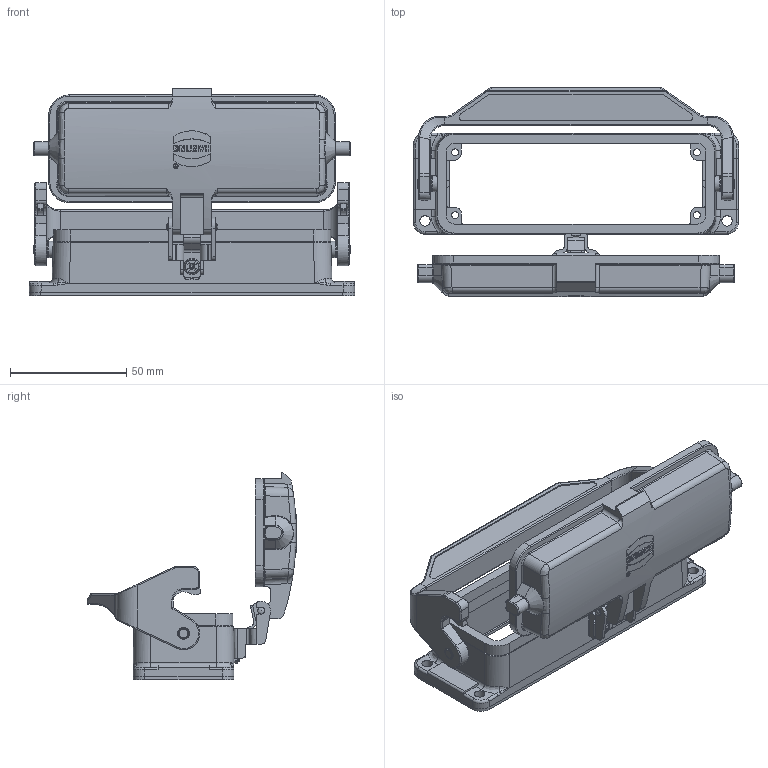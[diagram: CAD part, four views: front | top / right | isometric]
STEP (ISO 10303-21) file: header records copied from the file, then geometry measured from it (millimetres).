
FILE_DESCRIPTION(/* description */ (''),/* implementation_level */ '2;1');
FILE_NAME(/* name */ '100095048ugm000_d.stp',/* time_stamp */ '2017-11-03T16:27:13+01:00',/* author */ (''),/* organization */ (''),/* preprocessor_version */ 'ST-DEVELOPER v16',/* originating_system */ 'SIEMENS PLM Software NX 10.0',/* authorisation */ '');
FILE_SCHEMA (('AUTOMOTIVE_DESIGN { 1 0 10303 214 3 1 1 1 }'));
Length unit declared in the file: millimetre
Products named in the file (1): 100095048ugm000_d
Bounding box: 140.01 x 90.27 x 89.23 mm (x, y, z)
Volume: 80515.8 mm3; surface area: 59643.2 mm2
Topology: 3 solids, 3 shells, 999 faces, 3163 edges, 2689 vertices
Faces by surface type: plane 439, cylinder 298, bspline 196, torus 31, cone 23, extrusion 8, sphere 4
Full cylindrical faces by diameter (mm): 3 x6, 4 x2, 4.5 x4, 4.8 x2, 5.1 x2, 7 x3
Entity records: 43933 total; most frequent: CARTESIAN_POINT 13563, ORIENTED_EDGE 5142, DIRECTION 4651, EDGE_CURVE 2571, VERTEX_POINT 1642, AXIS2_PLACEMENT_3D 1586, VECTOR 1479, LINE 1471
